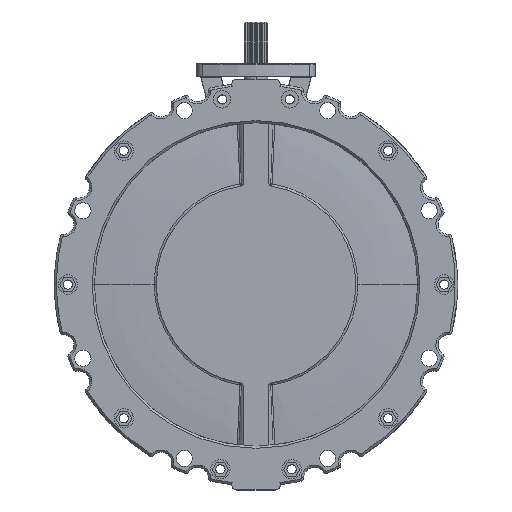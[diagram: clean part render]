
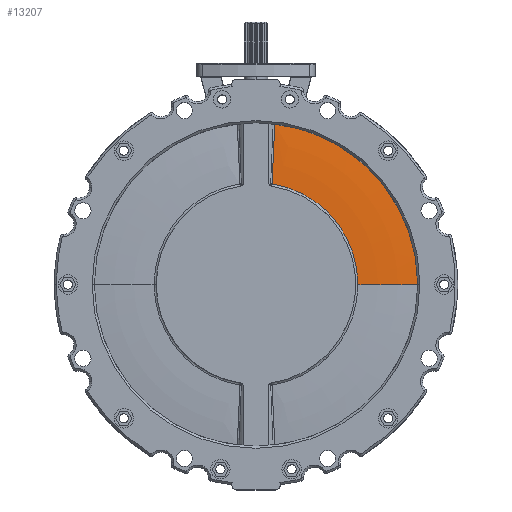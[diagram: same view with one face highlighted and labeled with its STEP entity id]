
A CAD part, top view. The second image highlights one B-rep face of the part: STEP entity #13207.
In plain terms, the highlighted toroidal (fillet/blend) face has major radius 92.5 mm and minor radius 552.542 mm.
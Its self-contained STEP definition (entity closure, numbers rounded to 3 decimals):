
#2668 = CARTESIAN_POINT ( 'NONE',  ( 92.5, 0., -539.792 ) ) ;
#2799 = CARTESIAN_POINT ( 'NONE',  ( 17.388, 148.989, 9.75 ) ) ;
#5733 = DIRECTION ( 'NONE',  ( -1., 0., 0. ) ) ;
#8443 = EDGE_LOOP ( 'NONE', ( #30359, #48759, #52580, #21562 ) ) ;
#8501 = EDGE_CURVE ( 'NONE', #45400, #53299, #13975, .T. ) ;
#8565 = CIRCLE ( 'NONE', #27295, 552.542 ) ;
#10448 = DIRECTION ( 'NONE',  ( 0., 1., 0. ) ) ;
#10690 = CARTESIAN_POINT ( 'NONE',  ( 14.964, 97.959, 12.73 ) ) ;
#11999 = CIRCLE ( 'NONE', #14699, 94.493 ) ;
#13207 = ADVANCED_FACE ( 'NONE', ( #14075 ), #33025, .T. ) ;
#13786 = CARTESIAN_POINT ( 'NONE',  ( 16.737, 139.751, 10.718 ) ) ;
#13975 = CIRCLE ( 'NONE', #15703, 150. ) ;
#14075 = FACE_OUTER_BOUND ( 'NONE', #8443, .T. ) ;
#14699 = AXIS2_PLACEMENT_3D ( 'NONE', #39768, #35579, #5733 ) ;
#15703 = AXIS2_PLACEMENT_3D ( 'NONE', #42998, #34624, #17844 ) ;
#15814 = B_SPLINE_CURVE_WITH_KNOTS ( 'NONE', 3,
 ( #52023, #13786, #45691, #24450, #20249, #22955, #10690, #39746 ),
 .UNSPECIFIED., .F., .F.,
 ( 4, 2, 2, 4 ),
 ( 0., 0.028, 0.042, 0.056 ),
 .UNSPECIFIED. ) ;
#17844 = DIRECTION ( 'NONE',  ( -1., 0., 0. ) ) ;
#19625 = DIRECTION ( 'NONE',  ( -1., 0., 0. ) ) ;
#20249 = CARTESIAN_POINT ( 'NONE',  ( 15.286, 111.912, 12.391 ) ) ;
#21562 = ORIENTED_EDGE ( 'NONE', *, *, #32261, .T. ) ;
#22955 = CARTESIAN_POINT ( 'NONE',  ( 15.036, 102.612, 12.656 ) ) ;
#24379 = CARTESIAN_POINT ( 'NONE',  ( 14.95, 93.303, 12.746 ) ) ;
#24450 = CARTESIAN_POINT ( 'NONE',  ( 15.465, 116.56, 12.2 ) ) ;
#27183 = DIRECTION ( 'NONE',  ( -1., 0., 0. ) ) ;
#27295 = AXIS2_PLACEMENT_3D ( 'NONE', #2668, #10448, #19625 ) ;
#30359 = ORIENTED_EDGE ( 'NONE', *, *, #47960, .T. ) ;
#30556 = CARTESIAN_POINT ( 'NONE',  ( 0., 0., -539.792 ) ) ;
#31238 = AXIS2_PLACEMENT_3D ( 'NONE', #30556, #47572, #27183 ) ;
#32261 = EDGE_CURVE ( 'NONE', #45400, #52369, #15814, .T. ) ;
#33025 = TOROIDAL_SURFACE ( 'NONE', #31238, 92.5, 552.542 ) ;
#33686 = CARTESIAN_POINT ( 'NONE',  ( 94.493, 0., 12.746 ) ) ;
#34624 = DIRECTION ( 'NONE',  ( 0., 0., -1. ) ) ;
#35579 = DIRECTION ( 'NONE',  ( 0., 0., -1. ) ) ;
#39746 = CARTESIAN_POINT ( 'NONE',  ( 14.95, 93.303, 12.746 ) ) ;
#39768 = CARTESIAN_POINT ( 'NONE',  ( 0., 0., 12.746 ) ) ;
#42998 = CARTESIAN_POINT ( 'NONE',  ( 0., 0., 9.75 ) ) ;
#45400 = VERTEX_POINT ( 'NONE', #2799 ) ;
#45691 = CARTESIAN_POINT ( 'NONE',  ( 16.127, 130.491, 11.451 ) ) ;
#47572 = DIRECTION ( 'NONE',  ( 0., 0., -1. ) ) ;
#47912 = CARTESIAN_POINT ( 'NONE',  ( 150., 0., 9.75 ) ) ;
#47960 = EDGE_CURVE ( 'NONE', #52369, #53160, #11999, .T. ) ;
#48759 = ORIENTED_EDGE ( 'NONE', *, *, #49188, .T. ) ;
#49188 = EDGE_CURVE ( 'NONE', #53160, #53299, #8565, .T. ) ;
#52023 = CARTESIAN_POINT ( 'NONE',  ( 17.388, 148.989, 9.75 ) ) ;
#52369 = VERTEX_POINT ( 'NONE', #24379 ) ;
#52580 = ORIENTED_EDGE ( 'NONE', *, *, #8501, .F. ) ;
#53160 = VERTEX_POINT ( 'NONE', #33686 ) ;
#53299 = VERTEX_POINT ( 'NONE', #47912 ) ;
